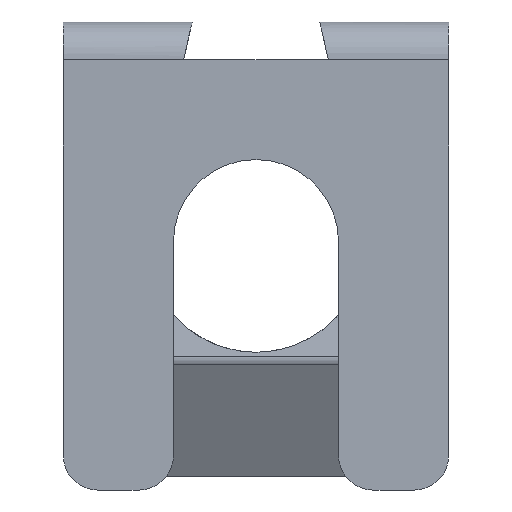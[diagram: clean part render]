
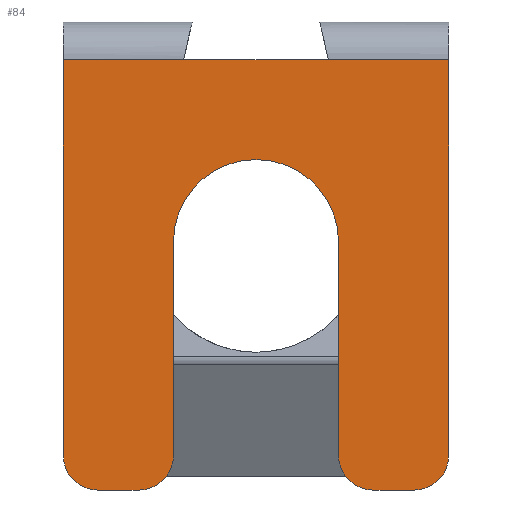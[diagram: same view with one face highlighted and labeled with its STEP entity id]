
A CAD part, front view. The second image highlights one B-rep face of the part: STEP entity #84.
In plain terms, the highlighted planar face has unit normal (0, -1, 0).
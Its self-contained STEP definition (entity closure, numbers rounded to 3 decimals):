
#12 = VECTOR ( 'NONE', #770, 1000. ) ;
#18 = DIRECTION ( 'NONE',  ( 0., 0., 1. ) ) ;
#26 = AXIS2_PLACEMENT_3D ( 'NONE', #597, #941, #18 ) ;
#29 = VECTOR ( 'NONE', #266, 1000. ) ;
#37 = EDGE_CURVE ( 'NONE', #169, #108, #688, .T. ) ;
#59 = EDGE_LOOP ( 'NONE', ( #210, #1015, #979, #944, #329, #818, #491, #690, #716, #693, #808, #324, #316, #563 ) ) ;
#63 = DIRECTION ( 'NONE',  ( 0., 0., -1. ) ) ;
#66 = AXIS2_PLACEMENT_3D ( 'NONE', #555, #537, #856 ) ;
#69 = VECTOR ( 'NONE', #790, 1000. ) ;
#77 = CARTESIAN_POINT ( 'NONE',  ( 14., 0., 31.263 ) ) ;
#84 = ADVANCED_FACE ( 'NONE', ( #942 ), #720, .F. ) ;
#90 = CARTESIAN_POINT ( 'NONE',  ( 8.5, 0., 2.5 ) ) ;
#94 = CIRCLE ( 'NONE', #162, 2.5 ) ;
#108 = VERTEX_POINT ( 'NONE', #700 ) ;
#126 = CARTESIAN_POINT ( 'NONE',  ( 6., 0., 18.013 ) ) ;
#133 = LINE ( 'NONE', #962, #801 ) ;
#144 = LINE ( 'NONE', #712, #69 ) ;
#162 = AXIS2_PLACEMENT_3D ( 'NONE', #593, #914, #520 ) ;
#169 = VERTEX_POINT ( 'NONE', #669 ) ;
#178 = CARTESIAN_POINT ( 'NONE',  ( 8.5, 0., 0. ) ) ;
#181 = DIRECTION ( 'NONE',  ( 0., -1., 0. ) ) ;
#184 = CARTESIAN_POINT ( 'NONE',  ( -14., 0., 31.263 ) ) ;
#189 = DIRECTION ( 'NONE',  ( 0., 0., 1. ) ) ;
#198 = CARTESIAN_POINT ( 'NONE',  ( 14., 0., 2.5 ) ) ;
#202 = CARTESIAN_POINT ( 'NONE',  ( -8.5, 0., 2.5 ) ) ;
#209 = VERTEX_POINT ( 'NONE', #822 ) ;
#210 = ORIENTED_EDGE ( 'NONE', *, *, #400, .F. ) ;
#213 = VERTEX_POINT ( 'NONE', #198 ) ;
#234 = VERTEX_POINT ( 'NONE', #261 ) ;
#237 = DIRECTION ( 'NONE',  ( 0., -1., 0. ) ) ;
#238 = VERTEX_POINT ( 'NONE', #126 ) ;
#240 = EDGE_CURVE ( 'NONE', #209, #764, #618, .T. ) ;
#261 = CARTESIAN_POINT ( 'NONE',  ( 6., 0., 2.5 ) ) ;
#263 = DIRECTION ( 'NONE',  ( 0., 0., 1. ) ) ;
#266 = DIRECTION ( 'NONE',  ( 0., 0., -1. ) ) ;
#269 = CARTESIAN_POINT ( 'NONE',  ( 14., 0., 0. ) ) ;
#311 = CARTESIAN_POINT ( 'NONE',  ( 11.5, 0., 0. ) ) ;
#314 = EDGE_CURVE ( 'NONE', #764, #838, #825, .T. ) ;
#316 = ORIENTED_EDGE ( 'NONE', *, *, #1048, .T. ) ;
#319 = EDGE_CURVE ( 'NONE', #234, #906, #331, .T. ) ;
#324 = ORIENTED_EDGE ( 'NONE', *, *, #504, .T. ) ;
#329 = ORIENTED_EDGE ( 'NONE', *, *, #240, .T. ) ;
#331 = CIRCLE ( 'NONE', #425, 2.5 ) ;
#332 = VECTOR ( 'NONE', #682, 1000. ) ;
#339 = VERTEX_POINT ( 'NONE', #900 ) ;
#343 = CARTESIAN_POINT ( 'NONE',  ( 11.5, 0., 2.5 ) ) ;
#360 = DIRECTION ( 'NONE',  ( -1., 0., 0. ) ) ;
#382 = DIRECTION ( 'NONE',  ( 0., 0., -1. ) ) ;
#400 = EDGE_CURVE ( 'NONE', #572, #906, #923, .T. ) ;
#416 = EDGE_CURVE ( 'NONE', #572, #213, #951, .T. ) ;
#425 = AXIS2_PLACEMENT_3D ( 'NONE', #90, #237, #571 ) ;
#445 = VECTOR ( 'NONE', #382, 1000. ) ;
#457 = LINE ( 'NONE', #535, #29 ) ;
#478 = CARTESIAN_POINT ( 'NONE',  ( 6., 0., 0. ) ) ;
#487 = CARTESIAN_POINT ( 'NONE',  ( 14., 0., 31.263 ) ) ;
#491 = ORIENTED_EDGE ( 'NONE', *, *, #672, .T. ) ;
#504 = EDGE_CURVE ( 'NONE', #603, #238, #613, .T. ) ;
#510 = EDGE_CURVE ( 'NONE', #169, #339, #747, .T. ) ;
#518 = EDGE_CURVE ( 'NONE', #606, #108, #94, .T. ) ;
#520 = DIRECTION ( 'NONE',  ( 0., 0., 1. ) ) ;
#521 = CARTESIAN_POINT ( 'NONE',  ( 14., 0., 0. ) ) ;
#528 = VECTOR ( 'NONE', #360, 1000. ) ;
#535 = CARTESIAN_POINT ( 'NONE',  ( 14., 0., 0. ) ) ;
#537 = DIRECTION ( 'NONE',  ( 0., 1., 0. ) ) ;
#538 = CARTESIAN_POINT ( 'NONE',  ( 5.257, 0., 31.263 ) ) ;
#555 = CARTESIAN_POINT ( 'NONE',  ( 14., 0., 0. ) ) ;
#563 = ORIENTED_EDGE ( 'NONE', *, *, #319, .T. ) ;
#571 = DIRECTION ( 'NONE',  ( 0., 0., 1. ) ) ;
#572 = VERTEX_POINT ( 'NONE', #311 ) ;
#592 = EDGE_CURVE ( 'NONE', #1031, #209, #144, .T. ) ;
#593 = CARTESIAN_POINT ( 'NONE',  ( -11.5, 0., 2.5 ) ) ;
#597 = CARTESIAN_POINT ( 'NONE',  ( 0., 0., 18.013 ) ) ;
#603 = VERTEX_POINT ( 'NONE', #1034 ) ;
#606 = VERTEX_POINT ( 'NONE', #633 ) ;
#613 = CIRCLE ( 'NONE', #26, 6. ) ;
#618 = LINE ( 'NONE', #538, #528 ) ;
#633 = CARTESIAN_POINT ( 'NONE',  ( -14., 0., 2.5 ) ) ;
#639 = LINE ( 'NONE', #744, #847 ) ;
#660 = DIRECTION ( 'NONE',  ( -1., 0., 0. ) ) ;
#669 = CARTESIAN_POINT ( 'NONE',  ( -8.5, 0., 0. ) ) ;
#672 = EDGE_CURVE ( 'NONE', #838, #606, #639, .T. ) ;
#674 = DIRECTION ( 'NONE',  ( 0., -1., 0. ) ) ;
#682 = DIRECTION ( 'NONE',  ( -1., 0., 0. ) ) ;
#688 = LINE ( 'NONE', #521, #12 ) ;
#690 = ORIENTED_EDGE ( 'NONE', *, *, #518, .T. ) ;
#693 = ORIENTED_EDGE ( 'NONE', *, *, #510, .T. ) ;
#699 = VECTOR ( 'NONE', #660, 1000. ) ;
#700 = CARTESIAN_POINT ( 'NONE',  ( -11.5, 0., 0. ) ) ;
#712 = CARTESIAN_POINT ( 'NONE',  ( 14., 0., 31.263 ) ) ;
#716 = ORIENTED_EDGE ( 'NONE', *, *, #37, .F. ) ;
#720 = PLANE ( 'NONE',  #66 ) ;
#730 = AXIS2_PLACEMENT_3D ( 'NONE', #343, #181, #189 ) ;
#744 = CARTESIAN_POINT ( 'NONE',  ( -14., 0., 0. ) ) ;
#747 = CIRCLE ( 'NONE', #886, 2.5 ) ;
#764 = VERTEX_POINT ( 'NONE', #980 ) ;
#770 = DIRECTION ( 'NONE',  ( -1., 0., 0. ) ) ;
#790 = DIRECTION ( 'NONE',  ( -1., 0., 0. ) ) ;
#801 = VECTOR ( 'NONE', #953, 1000. ) ;
#808 = ORIENTED_EDGE ( 'NONE', *, *, #940, .T. ) ;
#818 = ORIENTED_EDGE ( 'NONE', *, *, #314, .T. ) ;
#822 = CARTESIAN_POINT ( 'NONE',  ( 5.257, 0., 31.263 ) ) ;
#825 = LINE ( 'NONE', #77, #699 ) ;
#838 = VERTEX_POINT ( 'NONE', #184 ) ;
#847 = VECTOR ( 'NONE', #63, 1000. ) ;
#856 = DIRECTION ( 'NONE',  ( 0., 0., 1. ) ) ;
#874 = EDGE_CURVE ( 'NONE', #1031, #213, #457, .T. ) ;
#886 = AXIS2_PLACEMENT_3D ( 'NONE', #202, #674, #263 ) ;
#900 = CARTESIAN_POINT ( 'NONE',  ( -6., 0., 2.5 ) ) ;
#906 = VERTEX_POINT ( 'NONE', #178 ) ;
#914 = DIRECTION ( 'NONE',  ( 0., -1., 0. ) ) ;
#923 = LINE ( 'NONE', #269, #332 ) ;
#940 = EDGE_CURVE ( 'NONE', #339, #603, #133, .T. ) ;
#941 = DIRECTION ( 'NONE',  ( 0., 1., 0. ) ) ;
#942 = FACE_OUTER_BOUND ( 'NONE', #59, .T. ) ;
#944 = ORIENTED_EDGE ( 'NONE', *, *, #592, .T. ) ;
#951 = CIRCLE ( 'NONE', #730, 2.5 ) ;
#953 = DIRECTION ( 'NONE',  ( 0., 0., 1. ) ) ;
#962 = CARTESIAN_POINT ( 'NONE',  ( -6., 0., 0. ) ) ;
#979 = ORIENTED_EDGE ( 'NONE', *, *, #874, .F. ) ;
#980 = CARTESIAN_POINT ( 'NONE',  ( -5.257, 0., 31.263 ) ) ;
#1015 = ORIENTED_EDGE ( 'NONE', *, *, #416, .T. ) ;
#1024 = LINE ( 'NONE', #478, #445 ) ;
#1031 = VERTEX_POINT ( 'NONE', #487 ) ;
#1034 = CARTESIAN_POINT ( 'NONE',  ( -6., 0., 18.013 ) ) ;
#1048 = EDGE_CURVE ( 'NONE', #238, #234, #1024, .T. ) ;
